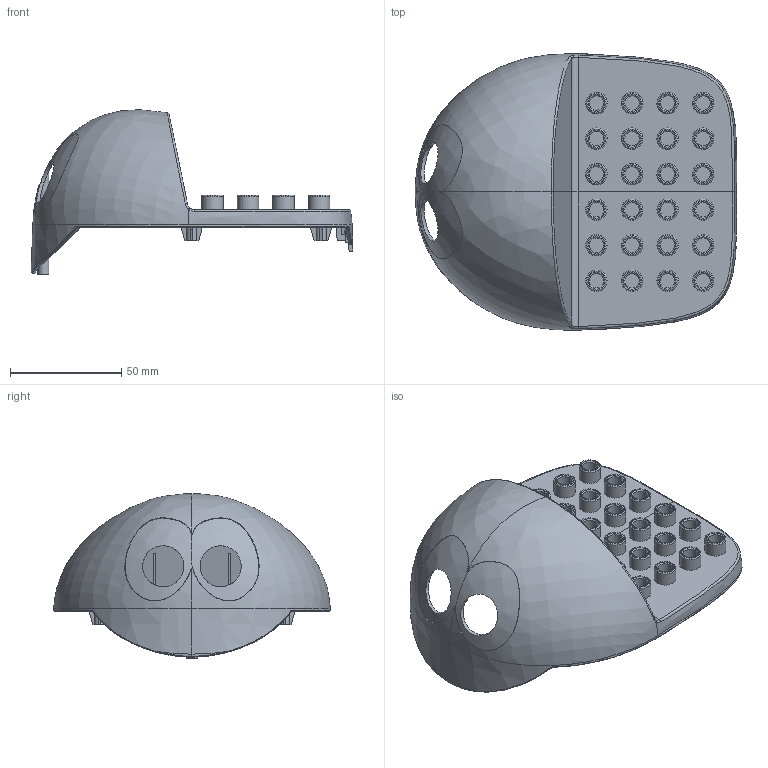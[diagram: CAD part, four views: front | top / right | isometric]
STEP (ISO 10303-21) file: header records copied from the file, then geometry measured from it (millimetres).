
FILE_DESCRIPTION(('CATIA V5 STEP Exchange'),'2;1');
FILE_NAME('TOP_20170728.stp','2017-07-28T15:55:20+00:00',('none'),('none'),'CATIA Version 5-6 Release 2014','CATIA V5 STEP AP203','none');
FILE_SCHEMA(('CONFIG_CONTROL_DESIGN'));
Length unit declared in the file: millimetre
Products named in the file (1): TOP
Bounding box: 144.82 x 124.53 x 74.09 mm (x, y, z)
Volume: 55404.5 mm3; surface area: 65405.1 mm2
Topology: 1 solids, 1 shells, 697 faces, 1743 edges, 1107 vertices
Faces by surface type: plane 306, cylinder 161, torus 96, extrusion 66, bspline 56, cone 12
Entity records: 32384 total; most frequent: CARTESIAN_POINT 17026, ORIENTED_EDGE 3486, DIRECTION 2409, EDGE_CURVE 1743, VERTEX_POINT 1107, AXIS2_PLACEMENT_3D 953, VECTOR 886, LINE 820
